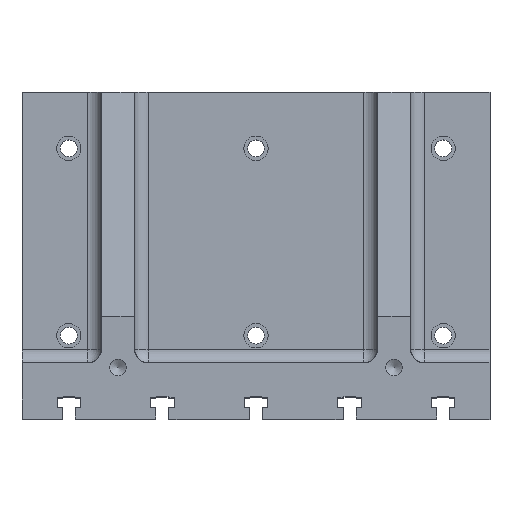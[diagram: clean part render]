
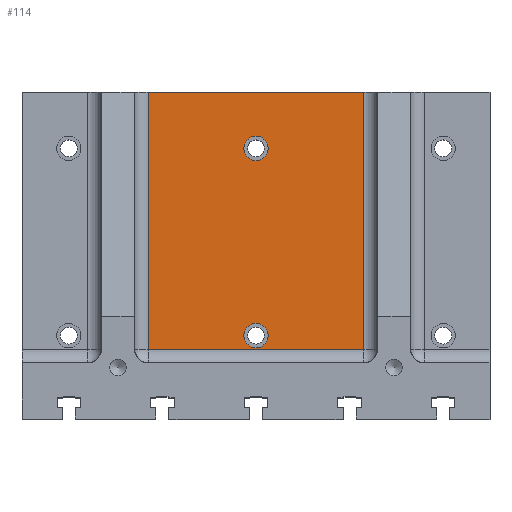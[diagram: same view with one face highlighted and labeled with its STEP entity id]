
A CAD part, top view. The second image highlights one B-rep face of the part: STEP entity #114.
In plain terms, the highlighted planar face has unit normal (0, 0, 1).
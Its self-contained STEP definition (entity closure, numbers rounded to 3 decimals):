
#114 = ADVANCED_FACE( '', ( #730, #731, #732 ), #733, .F. );
#730 = FACE_BOUND( '', #3264, .T. );
#731 = FACE_BOUND( '', #3265, .T. );
#732 = FACE_OUTER_BOUND( '', #3266, .T. );
#733 = PLANE( '', #3267 );
#3264 = EDGE_LOOP( '', ( #5240 ) );
#3265 = EDGE_LOOP( '', ( #5241 ) );
#3266 = EDGE_LOOP( '', ( #5242, #5243, #5244, #5245 ) );
#3267 = AXIS2_PLACEMENT_3D( '', #5246, #5247, #5248 );
#5240 = ORIENTED_EDGE( '', *, *, #9628, .T. );
#5241 = ORIENTED_EDGE( '', *, *, #9629, .T. );
#5242 = ORIENTED_EDGE( '', *, *, #9630, .T. );
#5243 = ORIENTED_EDGE( '', *, *, #9361, .T. );
#5244 = ORIENTED_EDGE( '', *, *, #9604, .T. );
#5245 = ORIENTED_EDGE( '', *, *, #9631, .T. );
#5246 = CARTESIAN_POINT( '', ( 250., 350., 35. ) );
#5247 = DIRECTION( '', ( 0., 0., -1. ) );
#5248 = DIRECTION( '', ( 0., 1., 0. ) );
#9361 = EDGE_CURVE( '', #10810, #10807, #10811, .F. );
#9604 = EDGE_CURVE( '', #10807, #11267, #11269, .T. );
#9628 = EDGE_CURVE( '', #11309, #11309, #11310, .T. );
#9629 = EDGE_CURVE( '', #11311, #11311, #11312, .T. );
#9630 = EDGE_CURVE( '', #11313, #10810, #11314, .F. );
#9631 = EDGE_CURVE( '', #11267, #11313, #11315, .F. );
#10807 = VERTEX_POINT( '', #13218 );
#10810 = VERTEX_POINT( '', #13221 );
#10811 = LINE( '', #13222, #13223 );
#11267 = VERTEX_POINT( '', #14674 );
#11269 = LINE( '', #14676, #14677 );
#11309 = VERTEX_POINT( '', #14734 );
#11310 = CIRCLE( '', #14735, 13. );
#11311 = VERTEX_POINT( '', #14736 );
#11312 = CIRCLE( '', #14737, 13. );
#11313 = VERTEX_POINT( '', #14738 );
#11314 = LINE( '', #14739, #14740 );
#11315 = LINE( '', #14741, #14742 );
#13218 = CARTESIAN_POINT( '', ( 115., 350., 35. ) );
#13221 = CARTESIAN_POINT( '', ( 115., 75., 35. ) );
#13222 = CARTESIAN_POINT( '', ( 115., 350., 35. ) );
#13223 = VECTOR( '', #17879, 1000. );
#14674 = CARTESIAN_POINT( '', ( -115., 350., 35. ) );
#14676 = CARTESIAN_POINT( '', ( 250., 350., 35. ) );
#14677 = VECTOR( '', #18200, 1000. );
#14734 = CARTESIAN_POINT( '', ( 0., 77., 35. ) );
#14735 = AXIS2_PLACEMENT_3D( '', #18236, #18237, #18238 );
#14736 = CARTESIAN_POINT( '', ( 0., 277., 35. ) );
#14737 = AXIS2_PLACEMENT_3D( '', #18239, #18240, #18241 );
#14738 = CARTESIAN_POINT( '', ( -115., 75., 35. ) );
#14739 = CARTESIAN_POINT( '', ( 250., 75., 35. ) );
#14740 = VECTOR( '', #18242, 1000. );
#14741 = CARTESIAN_POINT( '', ( -115., 350., 35. ) );
#14742 = VECTOR( '', #18243, 1000. );
#17879 = DIRECTION( '', ( 0., -1., 0. ) );
#18200 = DIRECTION( '', ( -1., 0., 0. ) );
#18236 = CARTESIAN_POINT( '', ( 0., 90., 35. ) );
#18237 = DIRECTION( '', ( 0., 0., -1. ) );
#18238 = DIRECTION( '', ( 0., -1., 0. ) );
#18239 = CARTESIAN_POINT( '', ( 0., 290., 35. ) );
#18240 = DIRECTION( '', ( 0., 0., -1. ) );
#18241 = DIRECTION( '', ( 0., -1., 0. ) );
#18242 = DIRECTION( '', ( -1., 0., 0. ) );
#18243 = DIRECTION( '', ( 0., 1., 0. ) );
